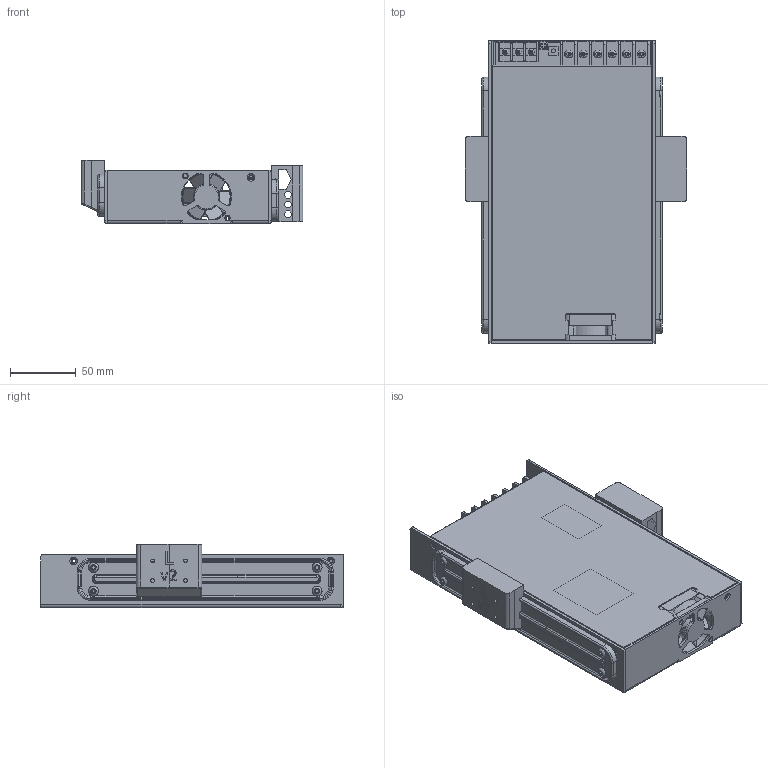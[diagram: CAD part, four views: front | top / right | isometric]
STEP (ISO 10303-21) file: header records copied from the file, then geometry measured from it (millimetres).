
FILE_DESCRIPTION(/* description */ (''),/* implementation_level */ '2;1');
FILE_NAME(/* name */ 'PSU Mount - RSP-500.step',/* time_stamp */ '2023-05-08T14:39:21-05:00',/* author */ (''),/* organization */ (''),/* preprocessor_version */ 'ST-DEVELOPER v19.2',/* originating_system */ 'Autodesk Translation Framework v12.4.0.73',/* authorisation */ '');
FILE_SCHEMA (('AUTOMOTIVE_DESIGN { 1 0 10303 214 3 1 1 }'));
Products named in the file (30): PSU Mount - RSP-500; PN101; VR.1; p1; mylar; cu1; tn; ffff.1.1; tn.1.1.1; PCB; YS047W; top-case; SW3dPS-fan-40x40x15.STEP; 26D77668-81B1-466B-87E3-FC1E3B3698CD; cu2; mos; uu.3; MOS_1; MOS15.5x10.1.1.1.2; MOS15.5x10.1.1.1; MOS15.5x10.2.1; hs; mhs; BASE; p2; M3-7L.2; Fasteners; PN510; Left Mount; Right Mount
Assembly tree (48 placements, depth 5):
  PSU Mount - RSP-500
    PN101
      VR.1
      p1
      mylar
      cu1
      tn
        ffff.1.1
        tn.1.1.1
      PCB
      YS047W
      top-case
      SW3dPS-fan-40x40x15.STEP
        26D77668-81B1-466B-87E3-FC1E3B3698CD
      cu2
      mos
        uu.3
        MOS_1
          MOS15.5x10.1.1.1  x7
          MOS15.5x10.1.1.1.2  x2
          MOS15.5x10.2.1  x2
      hs
      mhs
      BASE
        M3-7L.2  x5
        p2
    Fasteners
      PN510  x8
    Left Mount
    Right Mount
Bounding box: 168.7 x 230 x 48 mm (x, y, z)
Volume: 342539.8 mm3; surface area: 370186.9 mm2
Topology: 41 solids, 41 shells, 2029 faces, 4980 edges, 3193 vertices
Faces by surface type: plane 1274, cylinder 479, bspline 134, cone 74, torus 60, sphere 8
Full cylindrical faces by diameter (mm): 0.927 x33, 1.5 x33, 2 x2, 2.6 x7, 2.65 x7, 2.8 x16, 3 x8, 3.1 x13, 3.37 x5, 3.4 x13, 3.5 x11, 3.7 x9, 4 x9, 4.2 x2, 4.27 x2, 4.41 x3, 4.6 x8, 4.72 x13, 4.8 x1, 5 x5, 6 x9, 6.5 x5, 7.6 x8, 20 x1, 37 x1
Entity records: 56812 total; most frequent: CARTESIAN_POINT 14185, ORIENTED_EDGE 8730, DIRECTION 8508, EDGE_CURVE 4365, LINE 2980, VECTOR 2980, VERTEX_POINT 2811, AXIS2_PLACEMENT_3D 2764
